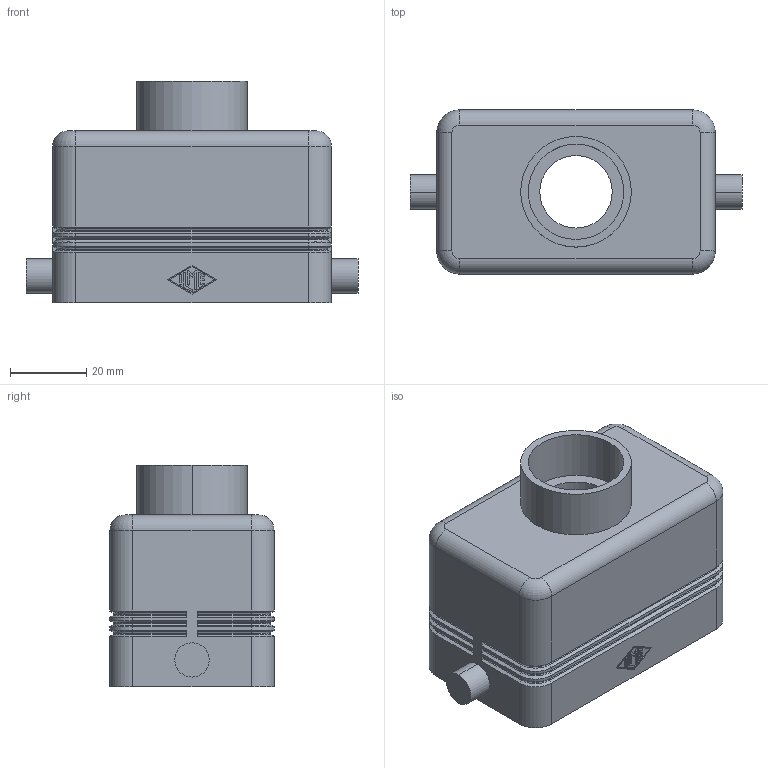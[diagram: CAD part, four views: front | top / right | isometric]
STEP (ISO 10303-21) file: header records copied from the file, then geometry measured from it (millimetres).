
FILE_DESCRIPTION(('Creo Elements/Direct Modeling STEP Export'),'2;1');
FILE_NAME('0ln7tug4dn55mso3184','2017-11-14T10:22:55',(''),(''),'PTC Creo Elements/Direct Modeling STEP processor for AP214 (Solid Model)','PTC Creo Elements/Direct Modeling 19.0E 27-Jun-2016 (C) Parametric Technology GmbH','');
FILE_SCHEMA(('AUTOMOTIVE_DESIGN { 1 0 10303 214 1 1 1 1 }'));
Length unit declared in the file: millimetre
Products named in the file (1): RHV_10_L25
Bounding box: 87 x 43 x 58 mm (x, y, z)
Volume: 45895.4 mm3; surface area: 27637.5 mm2
Topology: 1 solids, 1 shells, 316 faces, 737 edges, 434 vertices
Faces by surface type: plane 140, cylinder 116, cone 32, torus 28
Entity records: 8701 total; most frequent: DIRECTION 1571, ORIENTED_EDGE 1458, CARTESIAN_POINT 1454, EDGE_CURVE 729, AXIS2_PLACEMENT_3D 551, VECTOR 469, LINE 469, VERTEX_POINT 434
